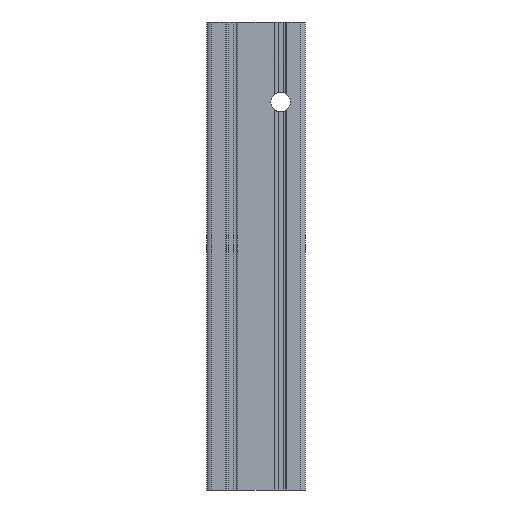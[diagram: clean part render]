
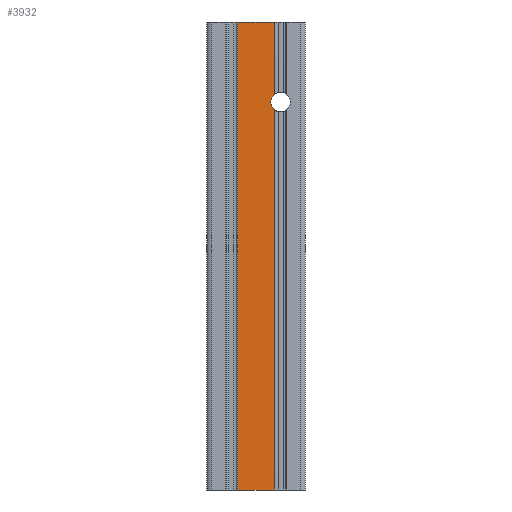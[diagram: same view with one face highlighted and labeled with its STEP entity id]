
A CAD part, front view. The second image highlights one B-rep face of the part: STEP entity #3932.
In plain terms, the highlighted planar face has unit normal (0, -1, 0).
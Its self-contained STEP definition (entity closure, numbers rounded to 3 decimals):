
#78=PLANE('',#4227);
#217=CIRCLE('',#4228,8.);
#362=LINE('',#5806,#762);
#363=LINE('',#5814,#763);
#521=LINE('',#6372,#921);
#522=LINE('',#6374,#922);
#523=LINE('',#6376,#923);
#762=VECTOR('',#4566,1000.);
#763=VECTOR('',#4569,1000.);
#921=VECTOR('',#5001,1000.);
#922=VECTOR('',#5002,1000.);
#923=VECTOR('',#5003,1000.);
#1517=ORIENTED_EDGE('',*,*,#2613,.T.);
#1518=ORIENTED_EDGE('',*,*,#2377,.T.);
#1519=ORIENTED_EDGE('',*,*,#2614,.T.);
#1520=ORIENTED_EDGE('',*,*,#2615,.F.);
#1521=ORIENTED_EDGE('',*,*,#2616,.F.);
#1522=ORIENTED_EDGE('',*,*,#2379,.T.);
#2377=EDGE_CURVE('',#2949,#2950,#362,.T.);
#2379=EDGE_CURVE('',#2952,#2951,#363,.T.);
#2613=EDGE_CURVE('',#2951,#2949,#217,.T.);
#2614=EDGE_CURVE('',#2950,#3117,#521,.T.);
#2615=EDGE_CURVE('',#3118,#3117,#522,.T.);
#2616=EDGE_CURVE('',#2952,#3118,#523,.T.);
#2949=VERTEX_POINT('',#5803);
#2950=VERTEX_POINT('',#5805);
#2951=VERTEX_POINT('',#5813);
#2952=VERTEX_POINT('',#5815);
#3117=VERTEX_POINT('',#6373);
#3118=VERTEX_POINT('',#6375);
#3401=EDGE_LOOP('',(#1517,#1518,#1519,#1520,#1521,#1522));
#3625=FACE_BOUND('',#3401,.T.);
#3932=ADVANCED_FACE('',(#3625),#78,.F.);
#4227=AXIS2_PLACEMENT_3D('',#6370,#4997,#4998);
#4228=AXIS2_PLACEMENT_3D('',#6371,#4999,#5000);
#4566=DIRECTION('',(0.,0.,1.));
#4569=DIRECTION('',(0.,0.,1.));
#4997=DIRECTION('',(0.,1.,0.));
#4998=DIRECTION('',(-1.,0.,0.));
#4999=DIRECTION('',(0.,1.,0.));
#5000=DIRECTION('',(0.,0.,-1.));
#5001=DIRECTION('',(-1.,0.,0.));
#5002=DIRECTION('',(0.,0.,1.));
#5003=DIRECTION('',(-1.,0.,0.));
#5803=CARTESIAN_POINT('',(15.,-20.,-58.755));
#5805=CARTESIAN_POINT('',(15.,-20.,0.));
#5806=CARTESIAN_POINT('',(15.,-20.,-100.));
#5813=CARTESIAN_POINT('',(15.,-20.,-71.245));
#5814=CARTESIAN_POINT('',(15.,-20.,-100.));
#5815=CARTESIAN_POINT('',(15.,-20.,-380.));
#6370=CARTESIAN_POINT('',(-15.,-20.,-100.));
#6371=CARTESIAN_POINT('',(20.,-20.,-65.));
#6372=CARTESIAN_POINT('',(-15.,-20.,0.));
#6373=CARTESIAN_POINT('',(-15.,-20.,0.));
#6374=CARTESIAN_POINT('',(-15.,-20.,-100.));
#6375=CARTESIAN_POINT('',(-15.,-20.,-380.));
#6376=CARTESIAN_POINT('',(15.,-20.,-380.));
